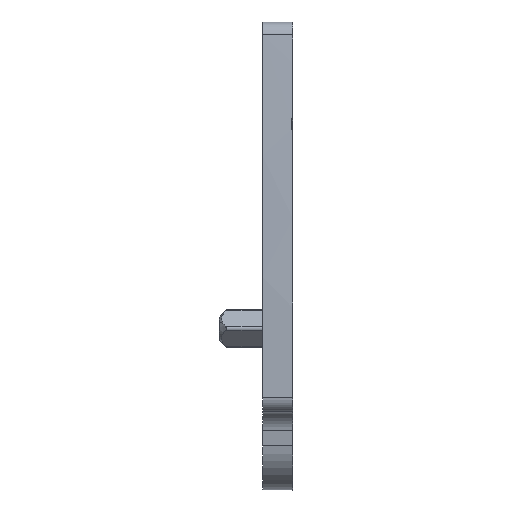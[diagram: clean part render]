
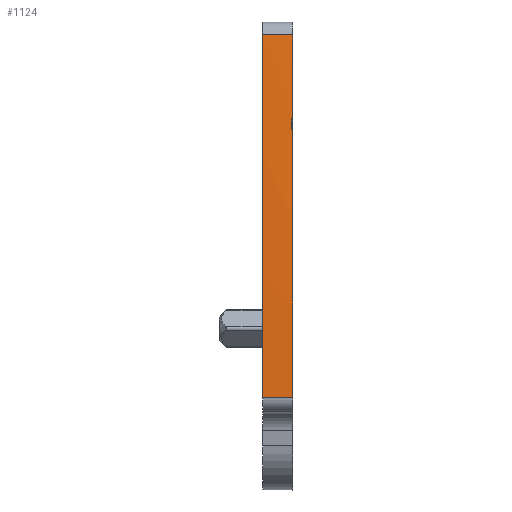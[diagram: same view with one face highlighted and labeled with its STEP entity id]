
A CAD part, front view. The second image highlights one B-rep face of the part: STEP entity #1124.
In plain terms, the highlighted cylindrical face has radius 198.503 mm (diameter 397.006 mm), a partial arc.
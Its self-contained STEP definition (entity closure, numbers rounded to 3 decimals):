
#243=AXIS2_PLACEMENT_3D('Circle Axis2P3D',#241,#242,$) ;
#1072=AXIS2_PLACEMENT_3D('Cylinder Axis2P3D',#1069,#1070,#1071) ;
#1076=AXIS2_PLACEMENT_3D('Circle Axis2P3D',#1074,#1075,$) ;
#1090=AXIS2_PLACEMENT_3D('Circle Axis2P3D',#1088,#1089,$) ;
#1104=AXIS2_PLACEMENT_3D('Circle Axis2P3D',#1102,#1103,$) ;
#238=CARTESIAN_POINT('Vertex',(3.,0.024,6.385)) ;
#241=CARTESIAN_POINT('Axis2P3D Location',(3.,198.503,9.451)) ;
#245=CARTESIAN_POINT('Vertex',(3.,1.224,31.461)) ;
#1054=CARTESIAN_POINT('Vertex',(5.1,0.024,6.385)) ;
#1057=CARTESIAN_POINT('Line Origine',(4.05,0.024,6.385)) ;
#1069=CARTESIAN_POINT('Axis2P3D Location',(4.05,198.503,9.451)) ;
#1074=CARTESIAN_POINT('Axis2P3D Location',(5.1,198.503,9.451)) ;
#1078=CARTESIAN_POINT('Vertex',(5.1,0.606,24.95)) ;
#1081=CARTESIAN_POINT('Line Origine',(4.05,0.606,24.95)) ;
#1085=CARTESIAN_POINT('Vertex',(5.,0.606,24.95)) ;
#1088=CARTESIAN_POINT('Axis2P3D Location',(5.,198.503,9.451)) ;
#1092=CARTESIAN_POINT('Vertex',(5.,0.662,25.65)) ;
#1095=CARTESIAN_POINT('Line Origine',(4.05,0.662,25.65)) ;
#1099=CARTESIAN_POINT('Vertex',(5.1,0.662,25.65)) ;
#1102=CARTESIAN_POINT('Axis2P3D Location',(5.1,198.503,9.451)) ;
#1106=CARTESIAN_POINT('Vertex',(5.1,1.224,31.461)) ;
#1109=CARTESIAN_POINT('Line Origine',(4.05,1.224,31.461)) ;
#242=DIRECTION('Axis2P3D Direction',(1.,0.,0.)) ;
#1058=DIRECTION('Vector Direction',(1.,0.,0.)) ;
#1070=DIRECTION('Axis2P3D Direction',(1.,0.,0.)) ;
#1071=DIRECTION('Axis2P3D XDirection',(0.,-0.994,0.111)) ;
#1075=DIRECTION('Axis2P3D Direction',(1.,0.,0.)) ;
#1082=DIRECTION('Vector Direction',(1.,0.,0.)) ;
#1089=DIRECTION('Axis2P3D Direction',(1.,0.,0.)) ;
#1096=DIRECTION('Vector Direction',(1.,0.,0.)) ;
#1103=DIRECTION('Axis2P3D Direction',(1.,0.,0.)) ;
#1110=DIRECTION('Vector Direction',(1.,0.,0.)) ;
#1059=VECTOR('Line Direction',#1058,1.) ;
#1083=VECTOR('Line Direction',#1082,1.) ;
#1097=VECTOR('Line Direction',#1096,1.) ;
#1111=VECTOR('Line Direction',#1110,1.) ;
#1115=ORIENTED_EDGE('',*,*,#1061,.T.) ;
#1116=ORIENTED_EDGE('',*,*,#1080,.F.) ;
#1117=ORIENTED_EDGE('',*,*,#1087,.T.) ;
#1118=ORIENTED_EDGE('',*,*,#1094,.F.) ;
#1119=ORIENTED_EDGE('',*,*,#1101,.F.) ;
#1120=ORIENTED_EDGE('',*,*,#1108,.F.) ;
#1121=ORIENTED_EDGE('',*,*,#1113,.F.) ;
#1122=ORIENTED_EDGE('',*,*,#247,.T.) ;
#1124=ADVANCED_FACE('62121_AEP_2C_4',(#1123),#1073,.T.) ;
#244=CIRCLE('generated circle',#243,198.503) ;
#1077=CIRCLE('generated circle',#1076,198.503) ;
#1091=CIRCLE('generated circle',#1090,198.503) ;
#1105=CIRCLE('generated circle',#1104,198.503) ;
#1073=CYLINDRICAL_SURFACE('generated cylinder',#1072,198.503) ;
#247=EDGE_CURVE('',#246,#239,#244,.T.) ;
#1061=EDGE_CURVE('',#239,#1055,#1060,.T.) ;
#1080=EDGE_CURVE('',#1079,#1055,#1077,.T.) ;
#1087=EDGE_CURVE('',#1079,#1086,#1084,.F.) ;
#1094=EDGE_CURVE('',#1093,#1086,#1091,.T.) ;
#1101=EDGE_CURVE('',#1100,#1093,#1098,.F.) ;
#1108=EDGE_CURVE('',#1107,#1100,#1105,.T.) ;
#1113=EDGE_CURVE('',#246,#1107,#1112,.T.) ;
#1114=EDGE_LOOP('',(#1115,#1116,#1117,#1118,#1119,#1120,#1121,#1122)) ;
#1123=FACE_OUTER_BOUND('',#1114,.T.) ;
#1060=LINE('Line',#1057,#1059) ;
#1084=LINE('Line',#1081,#1083) ;
#1098=LINE('Line',#1095,#1097) ;
#1112=LINE('Line',#1109,#1111) ;
#239=VERTEX_POINT('',#238) ;
#246=VERTEX_POINT('',#245) ;
#1055=VERTEX_POINT('',#1054) ;
#1079=VERTEX_POINT('',#1078) ;
#1086=VERTEX_POINT('',#1085) ;
#1093=VERTEX_POINT('',#1092) ;
#1100=VERTEX_POINT('',#1099) ;
#1107=VERTEX_POINT('',#1106) ;
